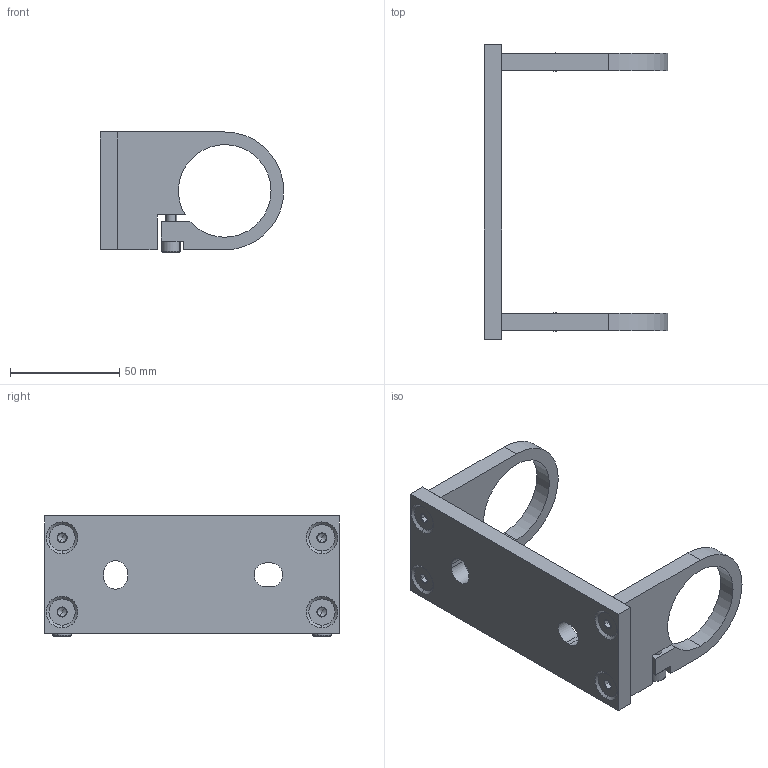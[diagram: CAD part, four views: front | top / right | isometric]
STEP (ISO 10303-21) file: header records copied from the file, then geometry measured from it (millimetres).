
FILE_DESCRIPTION (( 'STEP AP203' ), '1' );
FILE_NAME ('A14_42-135x54.STEP', '2019-02-14T08:42:51', ( '' ), ( '' ), 'SwSTEP 2.0', 'SolidWorks 2018', '' );
FILE_SCHEMA (( 'CONFIG_CONTROL_DESIGN' ));
Length unit declared in the file: millimetre
Products named in the file (5): A14_42-135x54; A14_42-135x54.P1; skrutka DIN 912_M5x25_A4-70; skrutka DIN 7991_M6x16_A4-70; A14_42-135x54.P2
Assembly tree (9 placements, depth 2):
  A14_42-135x54
    A14_42-135x54.P1
    A14_42-135x54.P2  x2
    skrutka DIN 7991_M6x16_A4-70  x4
    skrutka DIN 912_M5x25_A4-70  x2
Bounding box: 84 x 135 x 55 mm (x, y, z)
Volume: 92885.5 mm3; surface area: 38572.8 mm2
Topology: 9 solids, 9 shells, 283 faces, 613 edges, 338 vertices
Faces by surface type: plane 120, cone 94, cylinder 61, torus 8
Entity records: 4212 total; most frequent: CARTESIAN_POINT 702, DIRECTION 649, ORIENTED_EDGE 550, EDGE_CURVE 275, AXIS2_PLACEMENT_3D 250, VERTEX_POINT 163, LINE 149, VECTOR 149
